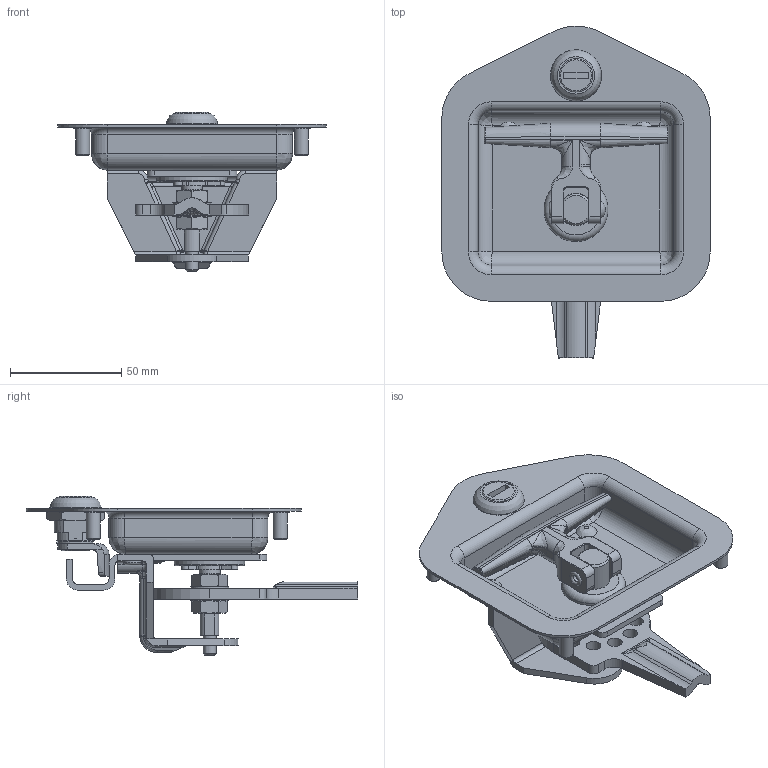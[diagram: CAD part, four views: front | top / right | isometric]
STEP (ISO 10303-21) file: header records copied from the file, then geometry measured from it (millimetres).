
FILE_DESCRIPTION((''),'2;1');
FILE_NAME('20X-8400-SSR.stp','2012-10-11T15:25:06',('fredp'),(''),'Autodesk Inventor 2012','Autodesk Inventor 2012','');
FILE_SCHEMA(('AUTOMOTIVE_DESIGN { 1 0 10303 214 1 1 1 1 }'));
Length unit declared in the file: inch
Products named in the file (1): 20X-8400-SSR
Bounding box: 120.65 x 149.22 x 71.6 mm (x, y, z)
Volume: 92121.4 mm3; surface area: 86501 mm2
Topology: 26 solids, 26 shells, 1420 faces, 3676 edges, 2370 vertices
Faces by surface type: plane 611, bspline 351, cylinder 314, torus 85, cone 53, sphere 6
Full cylindrical faces by diameter (mm): 0.843 x4, 3.454 x1, 4.445 x1, 4.699 x1, 4.737 x2, 4.94 x2, 4.978 x4, 5.004 x1, 5.715 x1, 5.969 x1, 6.35 x4, 6.629 x12, 7.176 x1, 7.239 x1, 7.29 x1, 7.938 x2, 8.001 x4, 8.122 x2, 9.525 x1, 12.7 x3, 14.275 x1, 14.681 x2, 14.986 x2, 17.234 x2, 19.05 x1, 26.365 x1, 28.753 x1, 31.75 x1
Entity records: 55416 total; most frequent: CARTESIAN_POINT 21882, ORIENTED_EDGE 7134, DIRECTION 5520, EDGE_CURVE 3567, VERTEX_POINT 2361, AXIS2_PLACEMENT_3D 1890, VECTOR 1740, LINE 1740
